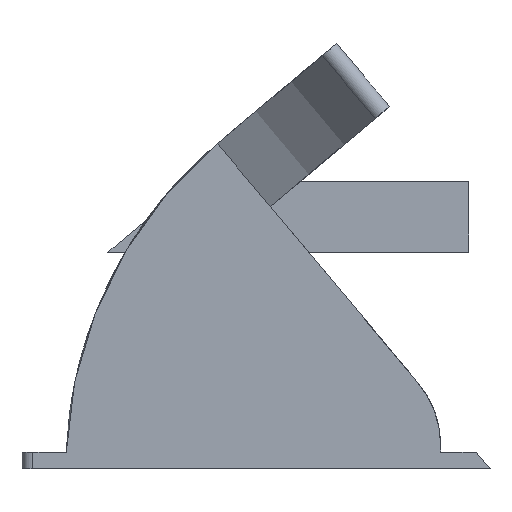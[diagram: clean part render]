
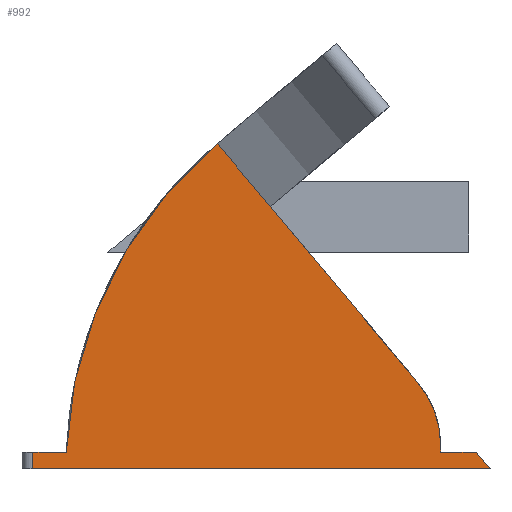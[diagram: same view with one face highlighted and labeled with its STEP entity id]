
A CAD part, left-side view. The second image highlights one B-rep face of the part: STEP entity #992.
In plain terms, the highlighted planar face has unit normal (-1, 0, 0).
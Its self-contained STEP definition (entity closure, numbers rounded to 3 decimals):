
#8 = VECTOR ( 'NONE', #491, 1000. ) ;
#50 = LINE ( 'NONE', #1115, #82 ) ;
#57 = LINE ( 'NONE', #697, #848 ) ;
#82 = VECTOR ( 'NONE', #357, 1000. ) ;
#104 = AXIS2_PLACEMENT_3D ( 'NONE', #1679, #1947, #1201 ) ;
#105 = DIRECTION ( 'NONE',  ( 0., 0., -1. ) ) ;
#161 = DIRECTION ( 'NONE',  ( 0., 0., -1. ) ) ;
#178 = EDGE_CURVE ( 'NONE', #1027, #1412, #974, .T. ) ;
#186 = CARTESIAN_POINT ( 'NONE',  ( -90., 38.063, -39.479 ) ) ;
#189 = CARTESIAN_POINT ( 'NONE',  ( -90., 5.084, -35.305 ) ) ;
#237 = ORIENTED_EDGE ( 'NONE', *, *, #178, .T. ) ;
#268 = VECTOR ( 'NONE', #1593, 1000. ) ;
#287 = VERTEX_POINT ( 'NONE', #189 ) ;
#315 = DIRECTION ( 'NONE',  ( -1., 0., 0. ) ) ;
#357 = DIRECTION ( 'NONE',  ( 0., 1., 0. ) ) ;
#373 = CARTESIAN_POINT ( 'NONE',  ( -90., 45.819, 19.793 ) ) ;
#390 = VERTEX_POINT ( 'NONE', #799 ) ;
#399 = ORIENTED_EDGE ( 'NONE', *, *, #425, .T. ) ;
#402 = ORIENTED_EDGE ( 'NONE', *, *, #1748, .F. ) ;
#405 = VECTOR ( 'NONE', #161, 1000. ) ;
#425 = EDGE_CURVE ( 'NONE', #466, #1027, #57, .T. ) ;
#466 = VERTEX_POINT ( 'NONE', #1306 ) ;
#487 = ORIENTED_EDGE ( 'NONE', *, *, #1974, .F. ) ;
#491 = DIRECTION ( 'NONE',  ( 0., -1., 0. ) ) ;
#496 = VERTEX_POINT ( 'NONE', #1582 ) ;
#542 = EDGE_CURVE ( 'NONE', #739, #1412, #1779, .T. ) ;
#602 = CARTESIAN_POINT ( 'NONE',  ( -90., 11.19, 22.742 ) ) ;
#626 = LINE ( 'NONE', #186, #8 ) ;
#629 = ORIENTED_EDGE ( 'NONE', *, *, #690, .F. ) ;
#655 = LINE ( 'NONE', #1065, #405 ) ;
#690 = EDGE_CURVE ( 'NONE', #287, #390, #1635, .T. ) ;
#697 = CARTESIAN_POINT ( 'NONE',  ( -90., 32.963, 4.472 ) ) ;
#715 = EDGE_CURVE ( 'NONE', #496, #1017, #626, .T. ) ;
#739 = VERTEX_POINT ( 'NONE', #1370 ) ;
#799 = CARTESIAN_POINT ( 'NONE',  ( -90., 5.084, -36.479 ) ) ;
#812 = DIRECTION ( 'NONE',  ( 0., -1., 0. ) ) ;
#836 = CARTESIAN_POINT ( 'NONE',  ( -90., 73.458, -36.479 ) ) ;
#848 = VECTOR ( 'NONE', #1751, 1000. ) ;
#907 = CARTESIAN_POINT ( 'NONE',  ( -90., 23.084, -35.305 ) ) ;
#916 = DIRECTION ( 'NONE',  ( 0., -1., 0. ) ) ;
#953 = VECTOR ( 'NONE', #1453, 1000. ) ;
#974 = CIRCLE ( 'NONE', #104, 77.374 ) ;
#989 = CIRCLE ( 'NONE', #1661, 18. ) ;
#992 = ADVANCED_FACE ( 'NONE', ( #1377 ), #1698, .T. ) ;
#1016 = EDGE_CURVE ( 'NONE', #287, #2002, #989, .T. ) ;
#1017 = VERTEX_POINT ( 'NONE', #1416 ) ;
#1027 = VERTEX_POINT ( 'NONE', #373 ) ;
#1065 = CARTESIAN_POINT ( 'NONE',  ( -90., 79.458, -39.479 ) ) ;
#1115 = CARTESIAN_POINT ( 'NONE',  ( -90., -3.916, -36.479 ) ) ;
#1201 = DIRECTION ( 'NONE',  ( 0., -1., 0. ) ) ;
#1234 = VECTOR ( 'NONE', #105, 1000. ) ;
#1238 = ORIENTED_EDGE ( 'NONE', *, *, #1755, .T. ) ;
#1306 = CARTESIAN_POINT ( 'NONE',  ( -90., 36.177, 8.302 ) ) ;
#1317 = ORIENTED_EDGE ( 'NONE', *, *, #1510, .T. ) ;
#1358 = ORIENTED_EDGE ( 'NONE', *, *, #1016, .T. ) ;
#1370 = CARTESIAN_POINT ( 'NONE',  ( -90., 79.458, -36.479 ) ) ;
#1377 = FACE_OUTER_BOUND ( 'NONE', #1608, .T. ) ;
#1412 = VERTEX_POINT ( 'NONE', #1653 ) ;
#1416 = CARTESIAN_POINT ( 'NONE',  ( -90., -3.916, -39.479 ) ) ;
#1453 = DIRECTION ( 'NONE',  ( 0., -0.643, -0.766 ) ) ;
#1457 = ORIENTED_EDGE ( 'NONE', *, *, #715, .T. ) ;
#1477 = CARTESIAN_POINT ( 'NONE',  ( -90., 5.084, 38.063 ) ) ;
#1510 = EDGE_CURVE ( 'NONE', #739, #496, #655, .T. ) ;
#1582 = CARTESIAN_POINT ( 'NONE',  ( -90., 79.458, -39.479 ) ) ;
#1593 = DIRECTION ( 'NONE',  ( 0., -1., 0. ) ) ;
#1598 = AXIS2_PLACEMENT_3D ( 'NONE', #602, #1827, #916 ) ;
#1608 = EDGE_LOOP ( 'NONE', ( #629, #1358, #402, #399, #237, #1946, #1317, #1457, #487, #1238 ) ) ;
#1635 = LINE ( 'NONE', #1477, #1234 ) ;
#1646 = CARTESIAN_POINT ( 'NONE',  ( -90., 9.295, -23.735 ) ) ;
#1653 = CARTESIAN_POINT ( 'NONE',  ( -90., 73.4, -36.479 ) ) ;
#1661 = AXIS2_PLACEMENT_3D ( 'NONE', #907, #315, #812 ) ;
#1667 = LINE ( 'NONE', #1840, #1690 ) ;
#1679 = CARTESIAN_POINT ( 'NONE',  ( -90., -3.916, -39.479 ) ) ;
#1690 = VECTOR ( 'NONE', #1832, 1000. ) ;
#1698 = PLANE ( 'NONE',  #1598 ) ;
#1712 = VERTEX_POINT ( 'NONE', #1737 ) ;
#1737 = CARTESIAN_POINT ( 'NONE',  ( -90., -1.399, -36.479 ) ) ;
#1747 = LINE ( 'NONE', #1890, #953 ) ;
#1748 = EDGE_CURVE ( 'NONE', #466, #2002, #1747, .T. ) ;
#1751 = DIRECTION ( 'NONE',  ( 0., 0.643, 0.766 ) ) ;
#1755 = EDGE_CURVE ( 'NONE', #1712, #390, #50, .T. ) ;
#1779 = LINE ( 'NONE', #836, #268 ) ;
#1827 = DIRECTION ( 'NONE',  ( -1., 0., 0. ) ) ;
#1832 = DIRECTION ( 'NONE',  ( 0., -0.643, -0.766 ) ) ;
#1840 = CARTESIAN_POINT ( 'NONE',  ( -90., 13.429, -18.809 ) ) ;
#1890 = CARTESIAN_POINT ( 'NONE',  ( -90., 13.429, -18.809 ) ) ;
#1946 = ORIENTED_EDGE ( 'NONE', *, *, #542, .F. ) ;
#1947 = DIRECTION ( 'NONE',  ( -1., 0., 0. ) ) ;
#1974 = EDGE_CURVE ( 'NONE', #1712, #1017, #1667, .T. ) ;
#2002 = VERTEX_POINT ( 'NONE', #1646 ) ;
